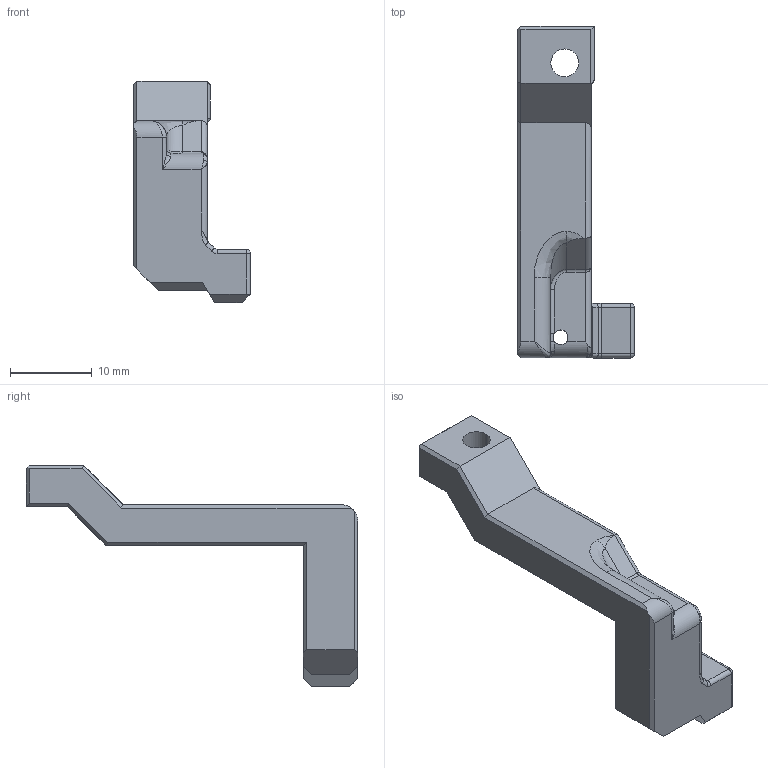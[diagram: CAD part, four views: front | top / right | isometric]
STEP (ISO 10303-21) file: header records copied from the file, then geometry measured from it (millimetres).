
FILE_DESCRIPTION (( 'STEP AP214' ), '1' );
FILE_NAME ('eth_pi_corner_to_octopus^psu_octopus_spider_and_pi_mount.STEP', '2021-09-06T13:00:21', ( '' ), ( '' ), 'SwSTEP 2.0', 'SolidWorks 2021', '' );
FILE_SCHEMA (( 'AUTOMOTIVE_DESIGN' ));
Length unit declared in the file: millimetre
Products named in the file (1): eth_pi_corner_to_octopus^psu_octopus_spider_and_pi_mount
Bounding box: 14.25 x 40.5 x 27 mm (x, y, z)
Volume: 2659.7 mm3; surface area: 1918.6 mm2
Topology: 1 solids, 1 shells, 96 faces, 244 edges, 142 vertices
Faces by surface type: plane 40, cylinder 34, bspline 14, sphere 4, torus 4
Entity records: 3228 total; most frequent: CARTESIAN_POINT 1075, ORIENTED_EDGE 474, DIRECTION 409, EDGE_CURVE 237, VERTEX_POINT 142, AXIS2_PLACEMENT_3D 138, VECTOR 133, LINE 133
